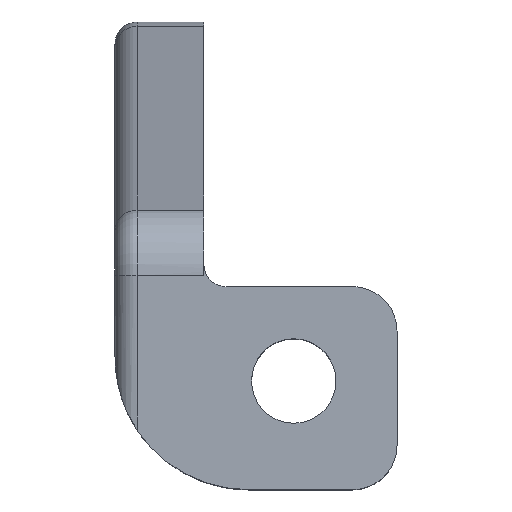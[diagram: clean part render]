
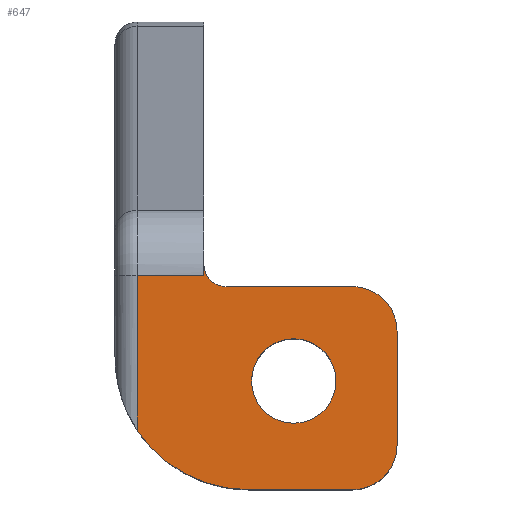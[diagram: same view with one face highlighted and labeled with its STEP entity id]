
A CAD part, top view. The second image highlights one B-rep face of the part: STEP entity #647.
In plain terms, the highlighted planar face has unit normal (0, 0, 1).
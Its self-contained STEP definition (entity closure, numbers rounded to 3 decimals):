
#21=FACE_BOUND('',#101,.T.);
#34=PLANE('',#724);
#61=FACE_OUTER_BOUND('',#100,.T.);
#100=EDGE_LOOP('',(#509,#510,#511,#512,#513,#514,#515,#516,#517,#518));
#101=EDGE_LOOP('',(#519));
#125=CIRCLE('',#683,6.);
#148=CIRCLE('',#725,2.);
#149=CIRCLE('',#726,2.);
#150=CIRCLE('',#727,1.);
#151=CIRCLE('',#728,1.9);
#174=LINE('',#1044,#225);
#187=LINE('',#1094,#238);
#188=LINE('',#1100,#239);
#189=LINE('',#1104,#240);
#190=LINE('',#1108,#241);
#191=LINE('',#1111,#242);
#225=VECTOR('',#808,10.);
#238=VECTOR('',#869,10.);
#239=VECTOR('',#876,10.);
#240=VECTOR('',#879,10.);
#241=VECTOR('',#882,10.);
#242=VECTOR('',#885,10.);
#267=VERTEX_POINT('',#969);
#275=VERTEX_POINT('',#1003);
#290=VERTEX_POINT('',#1043);
#303=VERTEX_POINT('',#1093);
#305=VERTEX_POINT('',#1099);
#306=VERTEX_POINT('',#1101);
#307=VERTEX_POINT('',#1103);
#308=VERTEX_POINT('',#1105);
#309=VERTEX_POINT('',#1107);
#310=VERTEX_POINT('',#1109);
#311=VERTEX_POINT('',#1112);
#335=EDGE_CURVE('',#275,#267,#125,.T.);
#354=EDGE_CURVE('',#267,#290,#174,.T.);
#379=EDGE_CURVE('',#303,#290,#187,.T.);
#382=EDGE_CURVE('',#305,#275,#188,.T.);
#383=EDGE_CURVE('',#305,#306,#148,.T.);
#384=EDGE_CURVE('',#307,#306,#189,.T.);
#385=EDGE_CURVE('',#307,#308,#149,.T.);
#386=EDGE_CURVE('',#309,#308,#190,.T.);
#387=EDGE_CURVE('',#310,#309,#150,.T.);
#388=EDGE_CURVE('',#303,#310,#191,.T.);
#389=EDGE_CURVE('',#311,#311,#151,.T.);
#509=ORIENTED_EDGE('',*,*,#335,.F.);
#510=ORIENTED_EDGE('',*,*,#382,.F.);
#511=ORIENTED_EDGE('',*,*,#383,.T.);
#512=ORIENTED_EDGE('',*,*,#384,.F.);
#513=ORIENTED_EDGE('',*,*,#385,.T.);
#514=ORIENTED_EDGE('',*,*,#386,.F.);
#515=ORIENTED_EDGE('',*,*,#387,.F.);
#516=ORIENTED_EDGE('',*,*,#388,.F.);
#517=ORIENTED_EDGE('',*,*,#379,.T.);
#518=ORIENTED_EDGE('',*,*,#354,.F.);
#519=ORIENTED_EDGE('',*,*,#389,.T.);
#647=ADVANCED_FACE('',(#61,#21),#34,.T.);
#683=AXIS2_PLACEMENT_3D('',#1005,#769,#770);
#724=AXIS2_PLACEMENT_3D('',#1098,#874,#875);
#725=AXIS2_PLACEMENT_3D('',#1102,#877,#878);
#726=AXIS2_PLACEMENT_3D('',#1106,#880,#881);
#727=AXIS2_PLACEMENT_3D('',#1110,#883,#884);
#728=AXIS2_PLACEMENT_3D('',#1113,#886,#887);
#769=DIRECTION('center_axis',(0.,0.,-1.));
#770=DIRECTION('ref_axis',(0.,-1.,0.));
#808=DIRECTION('',(0.,1.,0.));
#869=DIRECTION('',(-1.,0.,0.));
#874=DIRECTION('center_axis',(0.,0.,1.));
#875=DIRECTION('ref_axis',(0.,1.,0.));
#876=DIRECTION('',(-1.,0.,0.));
#877=DIRECTION('center_axis',(0.,0.,1.));
#878=DIRECTION('ref_axis',(0.,-1.,0.));
#879=DIRECTION('',(0.,-1.,0.));
#880=DIRECTION('center_axis',(0.,0.,1.));
#881=DIRECTION('ref_axis',(1.,0.,0.));
#882=DIRECTION('',(1.,0.,0.));
#883=DIRECTION('center_axis',(0.,0.,1.));
#884=DIRECTION('ref_axis',(-1.,0.,0.));
#885=DIRECTION('',(0.,1.,0.));
#886=DIRECTION('center_axis',(0.,0.,-1.));
#887=DIRECTION('ref_axis',(-1.,0.,0.));
#969=CARTESIAN_POINT('',(32.,14.543,70.614));
#1003=CARTESIAN_POINT('',(37.,11.859,70.614));
#1005=CARTESIAN_POINT('Origin',(37.,17.859,70.614));
#1043=CARTESIAN_POINT('',(32.,21.499,70.614));
#1044=CARTESIAN_POINT('',(32.,16.35,70.614));
#1093=CARTESIAN_POINT('',(35.,21.499,70.614));
#1094=CARTESIAN_POINT('',(35.,21.499,70.614));
#1098=CARTESIAN_POINT('Origin',(35.,10.8,70.614));
#1099=CARTESIAN_POINT('',(41.7,11.859,70.614));
#1100=CARTESIAN_POINT('',(41.7,11.859,70.614));
#1101=CARTESIAN_POINT('',(43.7,13.859,70.614));
#1102=CARTESIAN_POINT('Origin',(41.7,13.859,70.614));
#1103=CARTESIAN_POINT('',(43.7,19.,70.614));
#1104=CARTESIAN_POINT('',(43.7,19.,70.614));
#1105=CARTESIAN_POINT('',(41.7,21.,70.614));
#1106=CARTESIAN_POINT('Origin',(41.7,19.,70.614));
#1107=CARTESIAN_POINT('',(36.,21.,70.614));
#1108=CARTESIAN_POINT('',(36.,21.,70.614));
#1109=CARTESIAN_POINT('',(35.,22.,70.614));
#1110=CARTESIAN_POINT('Origin',(36.,22.,70.614));
#1111=CARTESIAN_POINT('',(35.,10.8,70.614));
#1112=CARTESIAN_POINT('',(40.95,16.75,70.614));
#1113=CARTESIAN_POINT('Origin',(39.05,16.75,70.614));
